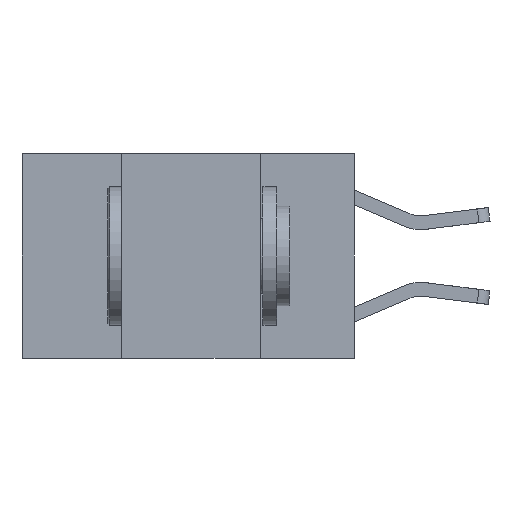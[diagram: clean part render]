
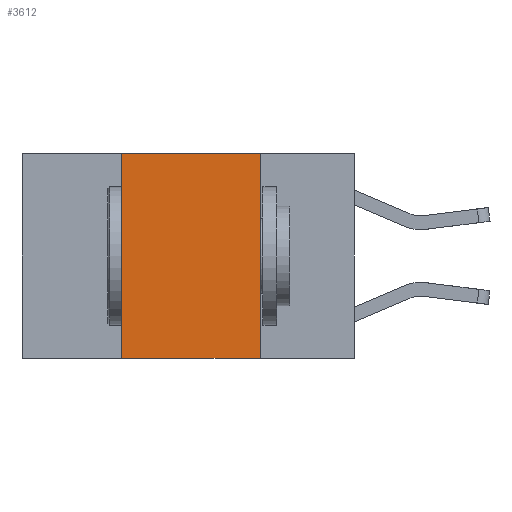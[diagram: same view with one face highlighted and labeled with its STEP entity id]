
A CAD part, left-side view. The second image highlights one B-rep face of the part: STEP entity #3612.
In plain terms, the highlighted planar face has unit normal (-1, 0, 0).
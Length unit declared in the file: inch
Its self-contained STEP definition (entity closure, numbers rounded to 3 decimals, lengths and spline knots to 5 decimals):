
#230 = FACE_OUTER_BOUND ( 'NONE', #5640, .T. ) ;
#284 = LINE ( 'NONE', #7369, #7980 ) ;
#716 = VERTEX_POINT ( 'NONE', #3366 ) ;
#728 = CARTESIAN_POINT ( 'NONE',  ( 0., 0.42, 0. ) ) ;
#785 = VECTOR ( 'NONE', #1639, 39.37008 ) ;
#1470 = DIRECTION ( 'NONE',  ( 0., 0., 1. ) ) ;
#1639 = DIRECTION ( 'NONE',  ( 0., 0., -1. ) ) ;
#1672 = DIRECTION ( 'NONE',  ( 0., -1., 0. ) ) ;
#1706 = LINE ( 'NONE', #728, #9066 ) ;
#2602 = EDGE_CURVE ( 'NONE', #7908, #716, #1706, .T. ) ;
#2880 = LINE ( 'NONE', #5532, #3115 ) ;
#3083 = ORIENTED_EDGE ( 'NONE', *, *, #9123, .F. ) ;
#3115 = VECTOR ( 'NONE', #1672, 39.37008 ) ;
#3366 = CARTESIAN_POINT ( 'NONE',  ( 0., 0.42, 0. ) ) ;
#3518 = ORIENTED_EDGE ( 'NONE', *, *, #6822, .F. ) ;
#3587 = CARTESIAN_POINT ( 'NONE',  ( 0., 0.42, -0.37 ) ) ;
#3612 = ADVANCED_FACE ( 'NONE', ( #230 ), #8162, .F. ) ;
#3639 = ORIENTED_EDGE ( 'NONE', *, *, #2602, .F. ) ;
#3802 = ORIENTED_EDGE ( 'NONE', *, *, #7424, .T. ) ;
#4020 = CARTESIAN_POINT ( 'NONE',  ( 0., 0.17, 0. ) ) ;
#4488 = AXIS2_PLACEMENT_3D ( 'NONE', #8077, #7823, #7764 ) ;
#5532 = CARTESIAN_POINT ( 'NONE',  ( 0., 0.6, 0. ) ) ;
#5640 = EDGE_LOOP ( 'NONE', ( #3083, #3518, #3639, #3802 ) ) ;
#5975 = VERTEX_POINT ( 'NONE', #8422 ) ;
#6611 = LINE ( 'NONE', #4020, #785 ) ;
#6822 = EDGE_CURVE ( 'NONE', #716, #5975, #2880, .T. ) ;
#7020 = VERTEX_POINT ( 'NONE', #7698 ) ;
#7369 = CARTESIAN_POINT ( 'NONE',  ( 0., 0.6, -0.37 ) ) ;
#7424 = EDGE_CURVE ( 'NONE', #7908, #7020, #284, .T. ) ;
#7698 = CARTESIAN_POINT ( 'NONE',  ( 0., 0.17, -0.37 ) ) ;
#7764 = DIRECTION ( 'NONE',  ( 0., 0., -1. ) ) ;
#7823 = DIRECTION ( 'NONE',  ( 1., 0., 0. ) ) ;
#7908 = VERTEX_POINT ( 'NONE', #3587 ) ;
#7980 = VECTOR ( 'NONE', #8015, 39.37008 ) ;
#8015 = DIRECTION ( 'NONE',  ( 0., -1., 0. ) ) ;
#8077 = CARTESIAN_POINT ( 'NONE',  ( 0., 0.6, 0. ) ) ;
#8162 = PLANE ( 'NONE',  #4488 ) ;
#8422 = CARTESIAN_POINT ( 'NONE',  ( 0., 0.17, 0. ) ) ;
#9066 = VECTOR ( 'NONE', #1470, 39.37008 ) ;
#9123 = EDGE_CURVE ( 'NONE', #5975, #7020, #6611, .T. ) ;
